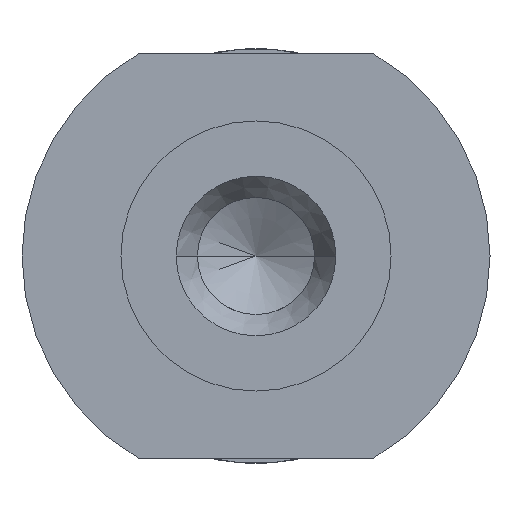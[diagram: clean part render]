
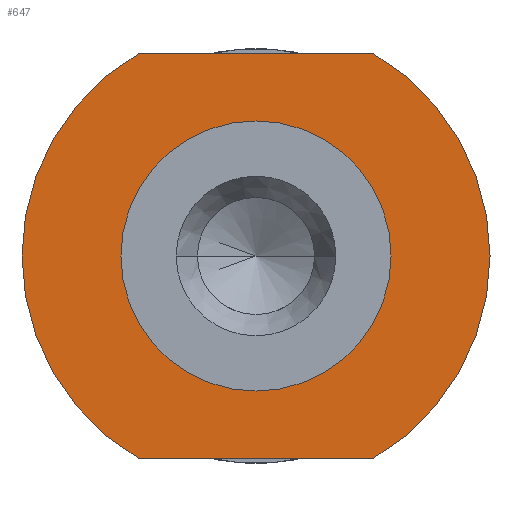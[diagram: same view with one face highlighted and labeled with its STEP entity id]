
A CAD part, front view. The second image highlights one B-rep face of the part: STEP entity #647.
In plain terms, the highlighted planar face has unit normal (0, -1, 0).
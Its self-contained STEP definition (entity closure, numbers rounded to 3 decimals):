
#1=CARTESIAN_POINT('',(0.,22.5,0.));
#2=DIRECTION('',(0.,1.,0.));
#3=DIRECTION('',(0.504,0.,0.864));
#4=AXIS2_PLACEMENT_3D('',#1,#2,#3);
#6=CARTESIAN_POINT('',(0.,22.5,0.));
#7=DIRECTION('',(0.,1.,0.));
#8=DIRECTION('',(-0.504,0.,-0.864));
#9=AXIS2_PLACEMENT_3D('',#6,#7,#8);
#11=CARTESIAN_POINT('',(0.,22.5,0.));
#12=DIRECTION('',(0.,1.,0.));
#13=DIRECTION('',(-1.,0.,0.));
#14=AXIS2_PLACEMENT_3D('',#11,#12,#13);
#16=CARTESIAN_POINT('',(0.,22.5,0.));
#17=DIRECTION('',(0.,-1.,0.));
#18=DIRECTION('',(-1.,0.,0.));
#19=AXIS2_PLACEMENT_3D('',#16,#17,#18);
#21=CARTESIAN_POINT('',(0.,22.5,0.));
#22=DIRECTION('',(0.,-1.,0.));
#23=DIRECTION('',(1.,0.,0.));
#24=AXIS2_PLACEMENT_3D('',#21,#22,#23);
#66=DIRECTION('',(-1.,0.,0.));
#67=VECTOR('',#66,11.091);
#68=CARTESIAN_POINT('',(5.545,22.5,9.5));
#69=LINE('',#68,#67);
#104=DIRECTION('',(1.,0.,0.));
#105=VECTOR('',#104,11.091);
#106=CARTESIAN_POINT('',(-5.545,22.5,-9.5));
#107=LINE('',#106,#105);
#501=CARTESIAN_POINT('',(-4.75,22.5,0.));
#502=CARTESIAN_POINT('',(4.75,22.5,0.));
#503=VERTEX_POINT('',#501);
#504=VERTEX_POINT('',#502);
#505=CARTESIAN_POINT('',(-5.545,22.5,-9.5));
#506=CARTESIAN_POINT('',(5.545,22.5,-9.5));
#507=VERTEX_POINT('',#505);
#508=VERTEX_POINT('',#506);
#509=CARTESIAN_POINT('',(5.545,22.5,9.5));
#510=CARTESIAN_POINT('',(-5.545,22.5,9.5));
#511=VERTEX_POINT('',#509);
#512=VERTEX_POINT('',#510);
#555=CARTESIAN_POINT('',(-11.,22.5,0.));
#556=VERTEX_POINT('',#555);
#624=CARTESIAN_POINT('',(0.005,22.5,0.));
#625=DIRECTION('',(0.,1.,0.));
#626=DIRECTION('',(-1.,0.,0.));
#627=AXIS2_PLACEMENT_3D('',#624,#625,#626);
#628=PLANE('',#627);
#630=ORIENTED_EDGE('',*,*,#629,.T.);
#632=ORIENTED_EDGE('',*,*,#631,.F.);
#634=ORIENTED_EDGE('',*,*,#633,.T.);
#636=ORIENTED_EDGE('',*,*,#635,.T.);
#638=ORIENTED_EDGE('',*,*,#637,.F.);
#639=EDGE_LOOP('',(#630,#632,#634,#636,#638));
#640=FACE_OUTER_BOUND('',#639,.F.);
#642=ORIENTED_EDGE('',*,*,#641,.T.);
#644=ORIENTED_EDGE('',*,*,#643,.T.);
#645=EDGE_LOOP('',(#642,#644));
#646=FACE_BOUND('',#645,.F.);
#647=ADVANCED_FACE('',(#640,#646),#628,.F.);
#5=CIRCLE('',#4,11.);
#10=CIRCLE('',#9,11.);
#15=CIRCLE('',#14,11.);
#20=CIRCLE('',#19,4.75);
#25=CIRCLE('',#24,4.75);
#629=EDGE_CURVE('',#511,#508,#5,.T.);
#631=EDGE_CURVE('',#507,#508,#107,.T.);
#633=EDGE_CURVE('',#507,#556,#10,.T.);
#635=EDGE_CURVE('',#556,#512,#15,.T.);
#637=EDGE_CURVE('',#511,#512,#69,.T.);
#641=EDGE_CURVE('',#503,#504,#20,.T.);
#643=EDGE_CURVE('',#504,#503,#25,.T.);
